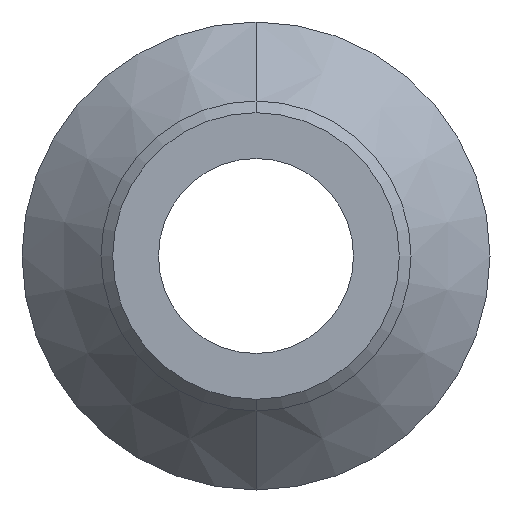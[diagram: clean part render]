
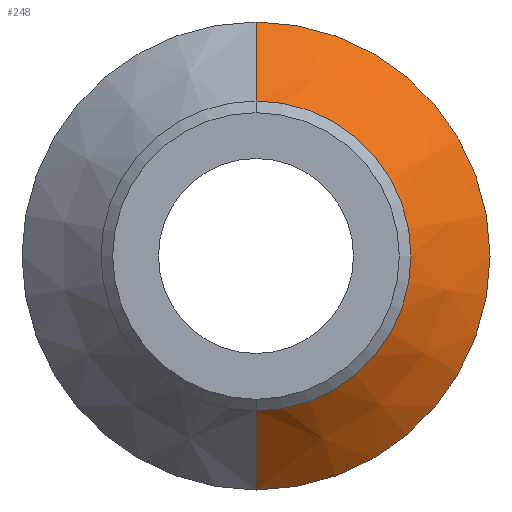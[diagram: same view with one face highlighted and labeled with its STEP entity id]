
A CAD part, front view. The second image highlights one B-rep face of the part: STEP entity #248.
In plain terms, the highlighted conical face has half-angle 45 degrees and reference radius 3.975 mm.
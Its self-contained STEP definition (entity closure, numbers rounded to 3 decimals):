
#127 = EDGE_CURVE ( 'NONE', #229, #225, #722, .T. ) ;
#223 = ORIENTED_EDGE ( 'NONE', *, *, #224, .T. ) ;
#224 = EDGE_CURVE ( 'NONE', #243, #225, #893, .T. ) ;
#225 = VERTEX_POINT ( 'NONE', #1003 ) ;
#229 = VERTEX_POINT ( 'NONE', #1000 ) ;
#238 = EDGE_LOOP ( 'NONE', ( #240, #241, #223, #298 ) ) ;
#240 = ORIENTED_EDGE ( 'NONE', *, *, #260, .F. ) ;
#241 = ORIENTED_EDGE ( 'NONE', *, *, #242, .T. ) ;
#242 = EDGE_CURVE ( 'NONE', #254, #243, #903, .T. ) ;
#243 = VERTEX_POINT ( 'NONE', #899 ) ;
#248 = ADVANCED_FACE ( 'NONE', ( #791 ), #790, .T. ) ;
#254 = VERTEX_POINT ( 'NONE', #778 ) ;
#260 = EDGE_CURVE ( 'NONE', #254, #229, #768, .T. ) ;
#298 = ORIENTED_EDGE ( 'NONE', *, *, #127, .F. ) ;
#719 = DIRECTION ( 'NONE',  ( 0., 0.707, 0.707 ) ) ;
#720 = VECTOR ( 'NONE', #719, 1000. ) ;
#721 = CARTESIAN_POINT ( 'NONE',  ( 0., 20., 3.975 ) ) ;
#722 = LINE ( 'NONE', #721, #720 ) ;
#767 = CARTESIAN_POINT ( 'NONE',  ( 0., 20., 0. ) ) ;
#768 = CIRCLE ( 'NONE', #965, 3.975 ) ;
#778 = CARTESIAN_POINT ( 'NONE',  ( 0., 20., -3.975 ) ) ;
#786 = DIRECTION ( 'NONE',  ( 0., 0., 1. ) ) ;
#787 = DIRECTION ( 'NONE',  ( 0., 1., 0. ) ) ;
#788 = AXIS2_PLACEMENT_3D ( 'NONE', #789, #787, #786 ) ;
#789 = CARTESIAN_POINT ( 'NONE',  ( 0., 20., 0. ) ) ;
#790 = CONICAL_SURFACE ( 'NONE', #788, 3.975, 0.785 ) ;
#791 = FACE_OUTER_BOUND ( 'NONE', #238, .T. ) ;
#890 = DIRECTION ( 'NONE',  ( 0., 0., -1. ) ) ;
#891 = DIRECTION ( 'NONE',  ( 0., -1., 0. ) ) ;
#892 = AXIS2_PLACEMENT_3D ( 'NONE', #975, #891, #890 ) ;
#893 = CIRCLE ( 'NONE', #892, 6. ) ;
#899 = CARTESIAN_POINT ( 'NONE',  ( 0., 22.025, -6. ) ) ;
#900 = DIRECTION ( 'NONE',  ( 0., 0.707, -0.707 ) ) ;
#901 = VECTOR ( 'NONE', #900, 1000. ) ;
#902 = CARTESIAN_POINT ( 'NONE',  ( 0., 20., -3.975 ) ) ;
#903 = LINE ( 'NONE', #902, #901 ) ;
#963 = DIRECTION ( 'NONE',  ( 0., 0., -1. ) ) ;
#964 = DIRECTION ( 'NONE',  ( 0., -1., 0. ) ) ;
#965 = AXIS2_PLACEMENT_3D ( 'NONE', #767, #964, #963 ) ;
#975 = CARTESIAN_POINT ( 'NONE',  ( 0., 22.025, 0. ) ) ;
#1000 = CARTESIAN_POINT ( 'NONE',  ( 0., 20., 3.975 ) ) ;
#1003 = CARTESIAN_POINT ( 'NONE',  ( 0., 22.025, 6. ) ) ;
